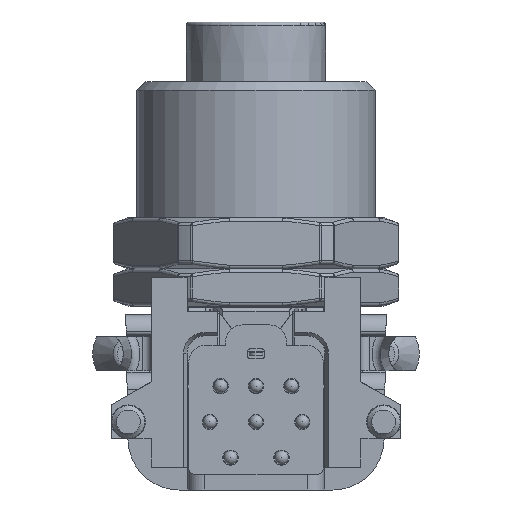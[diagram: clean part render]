
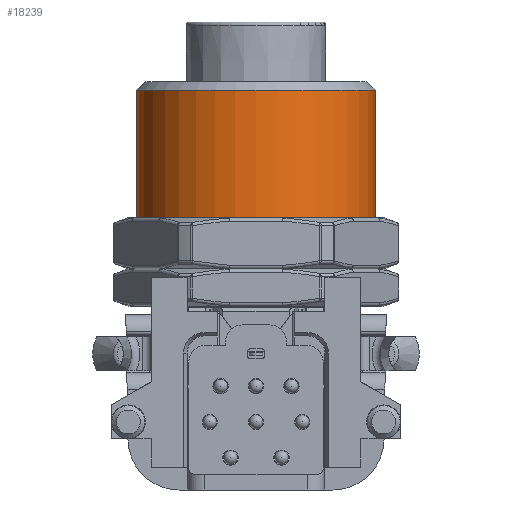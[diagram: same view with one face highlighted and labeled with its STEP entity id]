
A CAD part, front view. The second image highlights one B-rep face of the part: STEP entity #18239.
In plain terms, the highlighted cylindrical face has radius 7 mm (diameter 14 mm), a full revolution.
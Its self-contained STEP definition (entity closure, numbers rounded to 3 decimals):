
#5484=ORIENTED_EDGE('',*,*,#10265,.F.);
#5485=ORIENTED_EDGE('',*,*,#10266,.T.);
#10265=EDGE_CURVE('',#12761,#12761,#14197,.T.);
#10266=EDGE_CURVE('',#12762,#12762,#14198,.T.);
#12761=VERTEX_POINT('',#31652);
#12762=VERTEX_POINT('',#31655);
#14197=CIRCLE('',#19743,7.);
#14198=CIRCLE('',#19745,7.);
#15262=EDGE_LOOP('',(#5484));
#15263=EDGE_LOOP('',(#5485));
#16617=FACE_BOUND('',#15262,.T.);
#16618=FACE_BOUND('',#15263,.T.);
#17760=CYLINDRICAL_SURFACE('',#19744,7.);
#18239=ADVANCED_FACE('',(#16617,#16618),#17760,.T.);
#19743=AXIS2_PLACEMENT_3D('',#31651,#22654,#22655);
#19744=AXIS2_PLACEMENT_3D('',#31653,#22656,#22657);
#19745=AXIS2_PLACEMENT_3D('',#31654,#22658,#22659);
#22654=DIRECTION('',(0.,0.,1.));
#22655=DIRECTION('',(-1.,0.,0.));
#22656=DIRECTION('',(0.,0.,1.));
#22657=DIRECTION('',(0.,1.,0.));
#22658=DIRECTION('',(0.,0.,1.));
#22659=DIRECTION('',(0.,-1.,0.));
#31651=CARTESIAN_POINT('',(0.,0.,-4.));
#31652=CARTESIAN_POINT('',(-7.,0.,-4.));
#31653=CARTESIAN_POINT('',(0.,0.,-11.65));
#31654=CARTESIAN_POINT('',(0.,0.,-11.5));
#31655=CARTESIAN_POINT('',(0.,-7.,-11.5));
